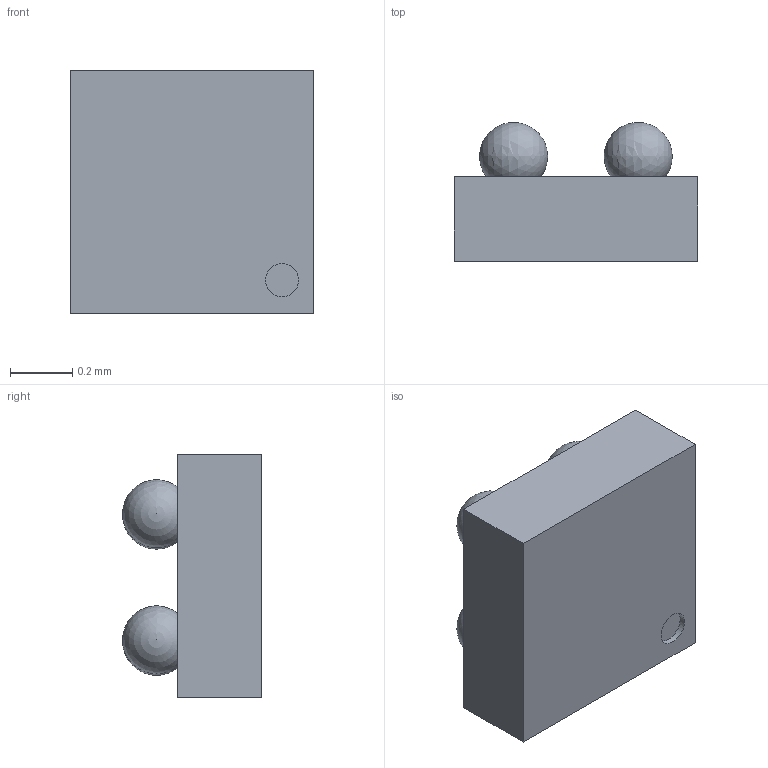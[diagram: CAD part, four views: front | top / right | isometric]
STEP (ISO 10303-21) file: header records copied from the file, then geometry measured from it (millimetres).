
FILE_DESCRIPTION(/* description */ ('Unknown'),/* implementation_level */ '2;1');
FILE_NAME(/* name */ 'X1-WLB0808-4',/* time_stamp */ '2023-11-20T10:12:13+08:00',/* author */ ('Unknown'),/* organization */ ('Unknown'),/* preprocessor_version */ 'ST-DEVELOPER v18.102',/* originating_system */ 'Solid Edge',/* authorisation */ 'Unknown');
FILE_SCHEMA (('AUTOMOTIVE_DESIGN {1 0 10303 214 3 1 1}'));
Length unit declared in the file: millimetre
Products named in the file (3): X1-WLB0808-4; BALL; Compound
Assembly tree (2 placements, depth 2):
  X1-WLB0808-4
    BALL
    Compound
Bounding box: 0.78 x 0.45 x 0.78 mm (x, y, z)
Volume: 0.2 mm3; surface area: 2.7 mm2
Topology: 5 solids, 5 shells, 16 faces, 31 edges, 22 vertices
Faces by surface type: sphere 8, plane 7, cylinder 1
Full cylindrical faces by diameter (mm): 0.106 x1
Entity records: 423 total; most frequent: DIRECTION 62, CARTESIAN_POINT 55, ORIENTED_EDGE 36, AXIS2_PLACEMENT_3D 25, FACE_BOUND 22, EDGE_CURVE 18, EDGE_LOOP 18, VERTEX_POINT 18
